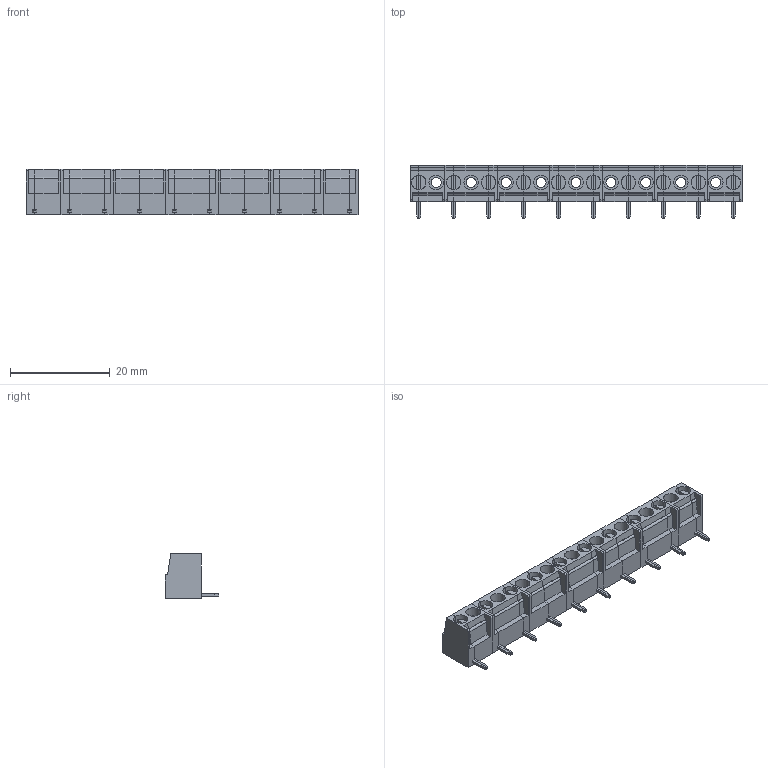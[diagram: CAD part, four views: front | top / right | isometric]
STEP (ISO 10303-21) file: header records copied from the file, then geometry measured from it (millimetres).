
FILE_DESCRIPTION(/* description */ ('Unknown'),/* implementation_level */ '2;1');
FILE_NAME(/* name */ '691243200010',/* time_stamp */ '2016-03-17T15:51:13+01:00',/* author */ ('Unknown'),/* organization */ ('Unknown'),/* preprocessor_version */ 'ST-DEVELOPER v16',/* originating_system */ 'DEX',/* authorisation */ $);
FILE_SCHEMA (('AUTOMOTIVE_DESIGN {1 0 10303 214 3 1 1}'));
Length unit declared in the file: millimetre
Products named in the file (10): 6912432000xx; 691243200001_Gh; CPA7SQ_DX; 691243200002; CPA7SQ_CNT; CPA7SQ_SX; 691243200001_Cnt; 691243200001_Dt
Assembly tree (16 placements, depth 3):
  6912432000xx
    691243200001_Gh
      CPA7SQ_DX
      691243200001_Gh
    691243200002  x3
      CPA7SQ_DX
      CPA7SQ_CNT
      CPA7SQ_SX
    691243200001_Cnt  x2
      691243200001_Dt
      691243200001_Gh
    691243200001_Dt
      691243200001_Dt
      CPA7SQ_SX
Bounding box: 66.5 x 10.8 x 9.1 mm (x, y, z)
Volume: 2595.6 mm3; surface area: 5576.4 mm2
Topology: 17 solids, 17 shells, 976 faces, 2696 edges, 1772 vertices
Faces by surface type: plane 907, cylinder 69
Full cylindrical faces by diameter (mm): 2 x9, 2.9 x9
Entity records: 11081 total; most frequent: CARTESIAN_POINT 1671, ORIENTED_EDGE 1632, DIRECTION 1500, EDGE_CURVE 816, LINE 762, VECTOR 762, VERTEX_POINT 540, AXIS2_PLACEMENT_3D 369
